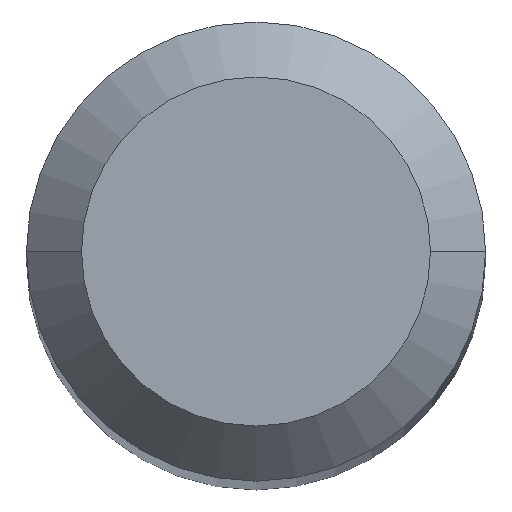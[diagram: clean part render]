
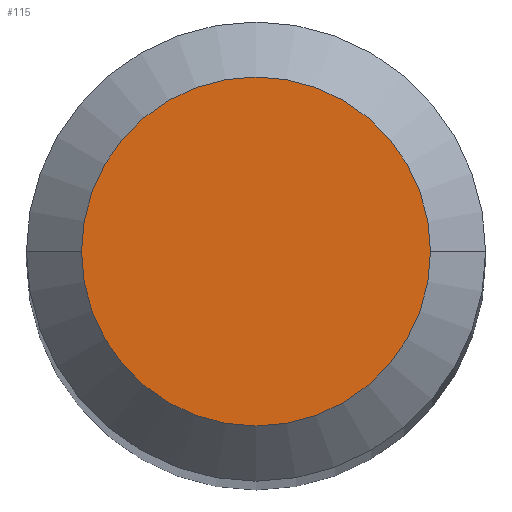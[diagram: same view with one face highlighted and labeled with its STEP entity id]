
A CAD part, top view. The second image highlights one B-rep face of the part: STEP entity #115.
In plain terms, the highlighted planar face has unit normal (0, 0, 1).
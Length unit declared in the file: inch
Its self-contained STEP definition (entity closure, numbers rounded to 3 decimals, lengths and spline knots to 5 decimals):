
#43 = AXIS2_PLACEMENT_3D ( 'NONE', #57, #967, #216 ) ;
#57 = CARTESIAN_POINT ( 'NONE',  ( 0., 0., 1.5 ) ) ;
#94 = DIRECTION ( 'NONE',  ( 1., 0., 0. ) ) ;
#115 = ADVANCED_FACE ( 'NONE', ( #628 ), #884, .T. ) ;
#163 = EDGE_CURVE ( 'NONE', #267, #419, #870, .T. ) ;
#184 = ORIENTED_EDGE ( 'NONE', *, *, #163, .T. ) ;
#216 = DIRECTION ( 'NONE',  ( 1., 0., 0. ) ) ;
#244 = EDGE_CURVE ( 'NONE', #419, #267, #832, .T. ) ;
#259 = DIRECTION ( 'NONE',  ( 0., 0., 1. ) ) ;
#267 = VERTEX_POINT ( 'NONE', #750 ) ;
#331 = ORIENTED_EDGE ( 'NONE', *, *, #244, .T. ) ;
#419 = VERTEX_POINT ( 'NONE', #596 ) ;
#565 = DIRECTION ( 'NONE',  ( 1., 0., 0. ) ) ;
#578 = DIRECTION ( 'NONE',  ( 0., 0., 1. ) ) ;
#596 = CARTESIAN_POINT ( 'NONE',  ( -0.0475, 0., 1.5 ) ) ;
#628 = FACE_OUTER_BOUND ( 'NONE', #912, .T. ) ;
#635 = CARTESIAN_POINT ( 'NONE',  ( 0., 0., 1.5 ) ) ;
#750 = CARTESIAN_POINT ( 'NONE',  ( 0.0475, 0., 1.5 ) ) ;
#777 = AXIS2_PLACEMENT_3D ( 'NONE', #1002, #259, #94 ) ;
#832 = CIRCLE ( 'NONE', #777, 0.0475 ) ;
#870 = CIRCLE ( 'NONE', #886, 0.0475 ) ;
#884 = PLANE ( 'NONE',  #43 ) ;
#886 = AXIS2_PLACEMENT_3D ( 'NONE', #635, #578, #565 ) ;
#912 = EDGE_LOOP ( 'NONE', ( #331, #184 ) ) ;
#967 = DIRECTION ( 'NONE',  ( 0., 0., 1. ) ) ;
#1002 = CARTESIAN_POINT ( 'NONE',  ( 0., 0., 1.5 ) ) ;
